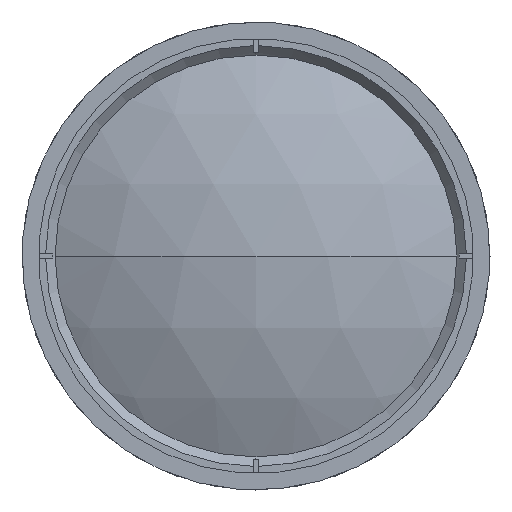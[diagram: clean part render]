
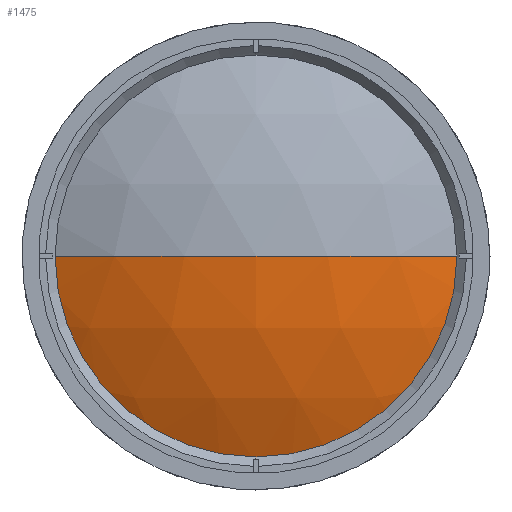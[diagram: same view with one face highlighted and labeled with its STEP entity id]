
A CAD part, left-side view. The second image highlights one B-rep face of the part: STEP entity #1475.
In plain terms, the highlighted spherical face has radius 96.378 mm.
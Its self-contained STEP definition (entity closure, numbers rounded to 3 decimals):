
#272 = DIRECTION ( 'NONE',  ( 0., 1., 0. ) ) ;
#301 = DIRECTION ( 'NONE',  ( 0., 0., -1. ) ) ;
#404 = ORIENTED_EDGE ( 'NONE', *, *, #2156, .F. ) ;
#423 = VERTEX_POINT ( 'NONE', #590 ) ;
#538 = CIRCLE ( 'NONE', #770, 44. ) ;
#590 = CARTESIAN_POINT ( 'NONE',  ( -44.289, 0., 0. ) ) ;
#662 = EDGE_CURVE ( 'NONE', #3132, #423, #3121, .T. ) ;
#687 = EDGE_LOOP ( 'NONE', ( #721, #1375, #404 ) ) ;
#721 = ORIENTED_EDGE ( 'NONE', *, *, #3081, .T. ) ;
#770 = AXIS2_PLACEMENT_3D ( 'NONE', #2579, #1817, #1215 ) ;
#1068 = CARTESIAN_POINT ( 'NONE',  ( 52.089, 0., 0. ) ) ;
#1180 = SPHERICAL_SURFACE ( 'NONE', #3313, 96.378 ) ;
#1215 = DIRECTION ( 'NONE',  ( 0., 0., 1. ) ) ;
#1375 = ORIENTED_EDGE ( 'NONE', *, *, #662, .T. ) ;
#1385 = DIRECTION ( 'NONE',  ( 0., 0., -1. ) ) ;
#1475 = ADVANCED_FACE ( 'NONE', ( #1792 ), #1180, .T. ) ;
#1480 = CARTESIAN_POINT ( 'NONE',  ( -33.659, -44., 0. ) ) ;
#1602 = DIRECTION ( 'NONE',  ( 0., 0., 1. ) ) ;
#1792 = FACE_OUTER_BOUND ( 'NONE', #687, .T. ) ;
#1812 = CARTESIAN_POINT ( 'NONE',  ( 52.089, 0., 0. ) ) ;
#1817 = DIRECTION ( 'NONE',  ( -1., 0., 0. ) ) ;
#2033 = VERTEX_POINT ( 'NONE', #3002 ) ;
#2156 = EDGE_CURVE ( 'NONE', #2033, #423, #2862, .T. ) ;
#2186 = AXIS2_PLACEMENT_3D ( 'NONE', #3218, #1602, #2318 ) ;
#2318 = DIRECTION ( 'NONE',  ( 1., 0., 0. ) ) ;
#2537 = AXIS2_PLACEMENT_3D ( 'NONE', #1812, #301, #272 ) ;
#2579 = CARTESIAN_POINT ( 'NONE',  ( -33.659, 0., 0. ) ) ;
#2862 = CIRCLE ( 'NONE', #2186, 96.378 ) ;
#2980 = DIRECTION ( 'NONE',  ( 0., 1., 0. ) ) ;
#3002 = CARTESIAN_POINT ( 'NONE',  ( -33.659, 44., 0. ) ) ;
#3081 = EDGE_CURVE ( 'NONE', #2033, #3132, #538, .T. ) ;
#3121 = CIRCLE ( 'NONE', #2537, 96.378 ) ;
#3132 = VERTEX_POINT ( 'NONE', #1480 ) ;
#3218 = CARTESIAN_POINT ( 'NONE',  ( 52.089, 0., 0. ) ) ;
#3313 = AXIS2_PLACEMENT_3D ( 'NONE', #1068, #1385, #2980 ) ;
